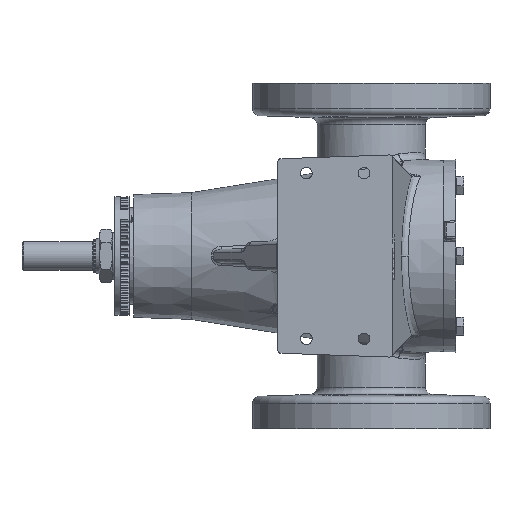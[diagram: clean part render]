
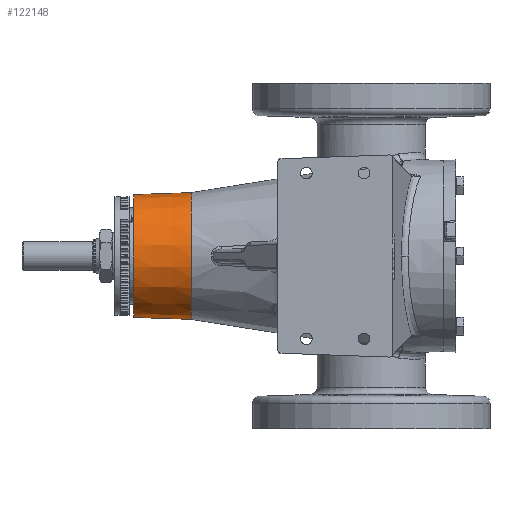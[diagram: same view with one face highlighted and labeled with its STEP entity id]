
A CAD part, front view. The second image highlights one B-rep face of the part: STEP entity #122148.
In plain terms, the highlighted conical face has half-angle 2 degrees and reference radius 55.917 mm.
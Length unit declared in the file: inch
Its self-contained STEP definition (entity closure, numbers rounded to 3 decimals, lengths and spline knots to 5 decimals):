
#2997 = VECTOR ( 'NONE', #96062, 39.37008 ) ;
#4002 = VERTEX_POINT ( 'NONE', #65155 ) ;
#11660 = ORIENTED_EDGE ( 'NONE', *, *, #61115, .T. ) ;
#17446 = FACE_OUTER_BOUND ( 'NONE', #35794, .T. ) ;
#19733 = VERTEX_POINT ( 'NONE', #71537 ) ;
#23235 = CONICAL_SURFACE ( 'NONE', #89136, 2.20148, 0.035 ) ;
#23487 = CIRCLE ( 'NONE', #54819, 2.20122 ) ;
#28512 = AXIS2_PLACEMENT_3D ( 'NONE', #52631, #119044, #111081 ) ;
#30832 = CARTESIAN_POINT ( 'NONE',  ( -8.75734, 0., -2.20122 ) ) ;
#35357 = VERTEX_POINT ( 'NONE', #30832 ) ;
#35794 = EDGE_LOOP ( 'NONE', ( #86982, #51378, #101675, #11660 ) ) ;
#36036 = VERTEX_POINT ( 'NONE', #98075 ) ;
#36363 = CARTESIAN_POINT ( 'NONE',  ( -8.75, 0., -2.20148 ) ) ;
#37496 = CARTESIAN_POINT ( 'NONE',  ( -8.75734, 0., 0. ) ) ;
#46207 = LINE ( 'NONE', #36363, #99944 ) ;
#51378 = ORIENTED_EDGE ( 'NONE', *, *, #79584, .T. ) ;
#52631 = CARTESIAN_POINT ( 'NONE',  ( -10.75, 0., 0. ) ) ;
#54819 = AXIS2_PLACEMENT_3D ( 'NONE', #37496, #104721, #66409 ) ;
#61115 = EDGE_CURVE ( 'Defeatured_0_1311+Defeatured_0_1131+Defeatured_0_1131+Defeatured_0_1131', #35357, #4002, #23487, .T. ) ;
#63899 = EDGE_CURVE ( 'NONE', #36036, #4002, #116568, .T. ) ;
#65155 = CARTESIAN_POINT ( 'NONE',  ( -8.75734, 0., 2.20122 ) ) ;
#66409 = DIRECTION ( 'NONE',  ( 0., 0., -1. ) ) ;
#71537 = CARTESIAN_POINT ( 'NONE',  ( -10.75, 0., -2.13163 ) ) ;
#76903 = CARTESIAN_POINT ( 'NONE',  ( -8.75, 0., 2.20148 ) ) ;
#79584 = EDGE_CURVE ( 'Defeatured_0_1311+Defeatured_0_1684+Defeatured_0_1684+Defeatured_0_1684', #36036, #19733, #103958, .T. ) ;
#80733 = EDGE_CURVE ( 'NONE', #19733, #35357, #46207, .T. ) ;
#84361 = CARTESIAN_POINT ( 'NONE',  ( -8.75, 0., 0. ) ) ;
#85594 = DIRECTION ( 'NONE',  ( 1., 0., 0. ) ) ;
#86982 = ORIENTED_EDGE ( 'NONE', *, *, #63899, .F. ) ;
#89136 = AXIS2_PLACEMENT_3D ( 'NONE', #84361, #85594, #105186 ) ;
#92708 = DIRECTION ( 'NONE',  ( 0.999, 0., -0.035 ) ) ;
#96062 = DIRECTION ( 'NONE',  ( 0.999, 0., 0.035 ) ) ;
#98075 = CARTESIAN_POINT ( 'NONE',  ( -10.75, 0., 2.13163 ) ) ;
#99944 = VECTOR ( 'NONE', #92708, 39.37008 ) ;
#101675 = ORIENTED_EDGE ( 'NONE', *, *, #80733, .T. ) ;
#103958 = CIRCLE ( 'NONE', #28512, 2.13163 ) ;
#104721 = DIRECTION ( 'NONE',  ( -1., 0., 0. ) ) ;
#105186 = DIRECTION ( 'NONE',  ( 0., 0., -1. ) ) ;
#111081 = DIRECTION ( 'NONE',  ( 0., 0., -1. ) ) ;
#116568 = LINE ( 'NONE', #76903, #2997 ) ;
#119044 = DIRECTION ( 'NONE',  ( 1., 0., 0. ) ) ;
#122148 = ADVANCED_FACE ( 'Defeatured_0_1311', ( #17446 ), #23235, .T. ) ;
